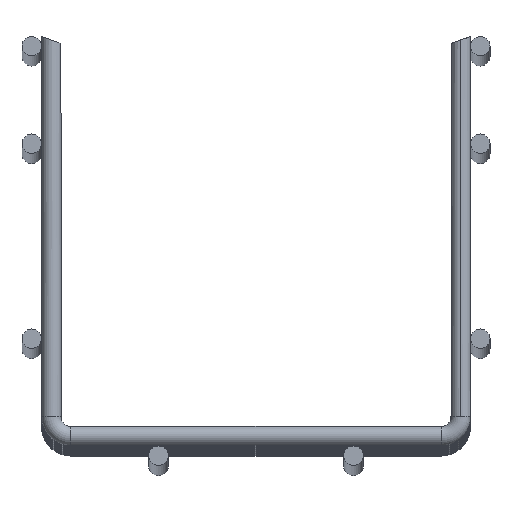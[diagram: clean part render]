
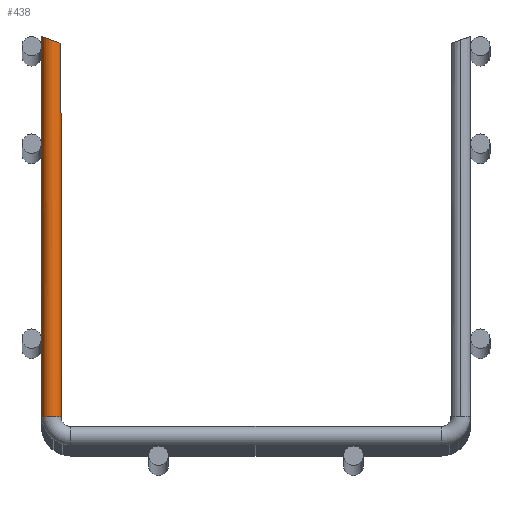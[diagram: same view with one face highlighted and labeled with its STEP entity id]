
A CAD part, top view. The second image highlights one B-rep face of the part: STEP entity #438.
In plain terms, the highlighted cylindrical face has radius 2.5 mm (diameter 5 mm), a partial arc.
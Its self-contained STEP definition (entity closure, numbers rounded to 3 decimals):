
#44 = EDGE_CURVE ( 'NONE', #89, #349, #466, .T. ) ;
#71 = EDGE_LOOP ( 'NONE', ( #525, #395, #320, #680 ) ) ;
#87 = VECTOR ( 'NONE', #342, 1000. ) ;
#89 = VERTEX_POINT ( 'NONE', #188 ) ;
#96 = LINE ( 'NONE', #338, #312 ) ;
#114 = AXIS2_PLACEMENT_3D ( 'NONE', #281, #645, #180 ) ;
#116 = AXIS2_PLACEMENT_3D ( 'NONE', #139, #715, #367 ) ;
#139 = CARTESIAN_POINT ( 'NONE',  ( -52.5, 102.5, 0. ) ) ;
#144 = CYLINDRICAL_SURFACE ( 'NONE', #116, 2.5 ) ;
#158 = EDGE_CURVE ( 'NONE', #722, #349, #96, .T. ) ;
#172 = VERTEX_POINT ( 'NONE', #330 ) ;
#180 = DIRECTION ( 'NONE',  ( 0., 0., -1. ) ) ;
#188 = CARTESIAN_POINT ( 'NONE',  ( -55., 5., 0. ) ) ;
#249 = CARTESIAN_POINT ( 'NONE',  ( -50., 100.68, 0. ) ) ;
#281 = CARTESIAN_POINT ( 'NONE',  ( -52.5, 5., 0. ) ) ;
#307 = CARTESIAN_POINT ( 'NONE',  ( -55., 102.5, 0. ) ) ;
#312 = VECTOR ( 'NONE', #561, 1000. ) ;
#320 = ORIENTED_EDGE ( 'NONE', *, *, #44, .T. ) ;
#330 = CARTESIAN_POINT ( 'NONE',  ( -55., 102.5, 0. ) ) ;
#338 = CARTESIAN_POINT ( 'NONE',  ( -50., 102.5, 0. ) ) ;
#342 = DIRECTION ( 'NONE',  ( 0., -1., 0. ) ) ;
#349 = VERTEX_POINT ( 'NONE', #709 ) ;
#367 = DIRECTION ( 'NONE',  ( 1., 0., 0. ) ) ;
#369 = CARTESIAN_POINT ( 'NONE',  ( -55., 102.5, 5. ) ) ;
#381 = CARTESIAN_POINT ( 'NONE',  ( -55., 102.5, 0. ) ) ;
#395 = ORIENTED_EDGE ( 'NONE', *, *, #543, .T. ) ;
#425 = FACE_OUTER_BOUND ( 'NONE', #71, .T. ) ;
#429 = CARTESIAN_POINT ( 'NONE',  ( -50., 100.68, 5. ) ) ;
#438 = ADVANCED_FACE ( 'NONE', ( #425 ), #144, .T. ) ;
#466 = CIRCLE ( 'NONE', #114, 2.5 ) ;
#493 = LINE ( 'NONE', #381, #87 ) ;
#522 = EDGE_CURVE ( 'NONE', #722, #172, #653, .T. ) ;
#525 = ORIENTED_EDGE ( 'NONE', *, *, #522, .T. ) ;
#543 = EDGE_CURVE ( 'NONE', #172, #89, #493, .T. ) ;
#561 = DIRECTION ( 'NONE',  ( 0., -1., 0. ) ) ;
#630 = CARTESIAN_POINT ( 'NONE',  ( -50., 100.68, 0. ) ) ;
#645 = DIRECTION ( 'NONE',  ( 0., 1., 0. ) ) ;
#653 =( BOUNDED_CURVE ( )  B_SPLINE_CURVE ( 3, ( #249, #429, #369, #307 ),
 .UNSPECIFIED., .F., .F. ) 
 B_SPLINE_CURVE_WITH_KNOTS ( ( 4, 4 ),
 ( 0., 3.142 ),
 .UNSPECIFIED. ) 
 CURVE ( )  GEOMETRIC_REPRESENTATION_ITEM ( )  RATIONAL_B_SPLINE_CURVE ( ( 1., 0.333, 0.333, 1. ) ) 
 REPRESENTATION_ITEM ( '' )  );
#680 = ORIENTED_EDGE ( 'NONE', *, *, #158, .F. ) ;
#709 = CARTESIAN_POINT ( 'NONE',  ( -50., 5., 0. ) ) ;
#715 = DIRECTION ( 'NONE',  ( 0., -1., 0. ) ) ;
#722 = VERTEX_POINT ( 'NONE', #630 ) ;
